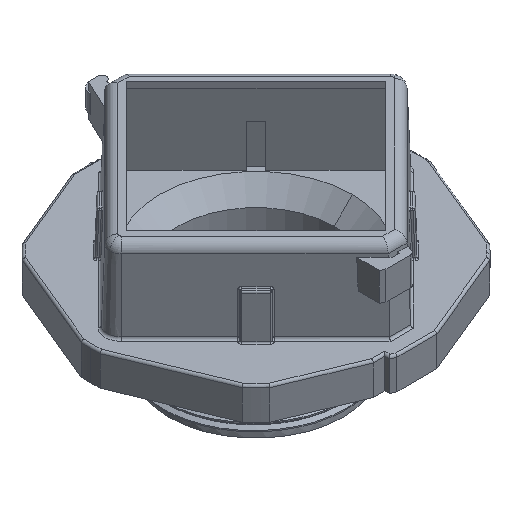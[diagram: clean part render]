
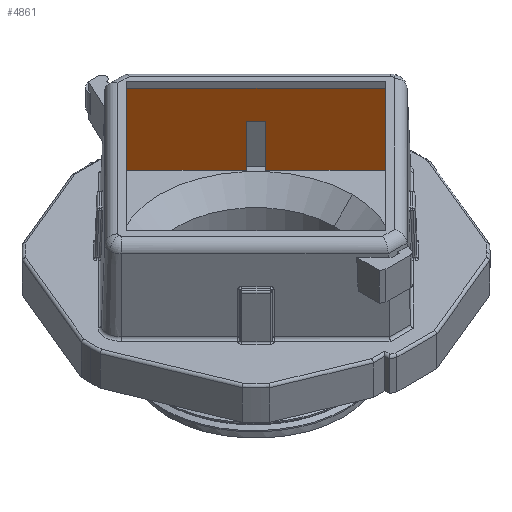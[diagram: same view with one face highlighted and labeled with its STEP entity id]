
A CAD part, isometric view. The second image highlights one B-rep face of the part: STEP entity #4861.
In plain terms, the highlighted planar face has unit normal (-0.707, -0.707, -0.035).
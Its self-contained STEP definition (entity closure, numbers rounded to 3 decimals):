
#110 = DIRECTION ( 'NONE',  ( -0.707, -0.707, -0.035 ) ) ;
#164 = CARTESIAN_POINT ( 'NONE',  ( 0., 29.26, 23.5 ) ) ;
#350 = CARTESIAN_POINT ( 'NONE',  ( 0., 29.26, 23.5 ) ) ;
#484 = CARTESIAN_POINT ( 'NONE',  ( 30.075, 0., 7. ) ) ;
#532 = EDGE_CURVE ( 'NONE', #10894, #17282, #18300, .T. ) ;
#995 = CARTESIAN_POINT ( 'NONE',  ( 0.407, 29.668, 7. ) ) ;
#1566 = FACE_OUTER_BOUND ( 'NONE', #5620, .T. ) ;
#2011 = EDGE_CURVE ( 'NONE', #17245, #11226, #12720, .T. ) ;
#2223 = CARTESIAN_POINT ( 'NONE',  ( 0., 29.26, 23.5 ) ) ;
#2287 = VECTOR ( 'NONE', #15321, 1000. ) ;
#2304 = LINE ( 'NONE', #10747, #2287 ) ;
#2328 = LINE ( 'NONE', #13802, #2363 ) ;
#2350 = VERTEX_POINT ( 'NONE', #14919 ) ;
#2363 = VECTOR ( 'NONE', #6335, 1000. ) ;
#3322 = VERTEX_POINT ( 'NONE', #6553 ) ;
#3780 = DIRECTION ( 'NONE',  ( -0.707, 0.707, 0. ) ) ;
#4172 = ORIENTED_EDGE ( 'NONE', *, *, #13325, .F. ) ;
#4425 = VECTOR ( 'NONE', #7591, 1000. ) ;
#4628 = LINE ( 'NONE', #16588, #4425 ) ;
#4720 = CARTESIAN_POINT ( 'NONE',  ( 16.098, 13.977, 7. ) ) ;
#4861 = ADVANCED_FACE ( 'NONE', ( #1566 ), #16813, .T. ) ;
#5362 = DIRECTION ( 'NONE',  ( -0.707, 0.707, 0. ) ) ;
#5534 = ORIENTED_EDGE ( 'NONE', *, *, #2011, .T. ) ;
#5620 = EDGE_LOOP ( 'NONE', ( #6475, #6441, #6403, #4172, #6035, #5999, #5969, #5767, #5731, #5534 ) ) ;
#5731 = ORIENTED_EDGE ( 'NONE', *, *, #11707, .F. ) ;
#5767 = ORIENTED_EDGE ( 'NONE', *, *, #13855, .T. ) ;
#5969 = ORIENTED_EDGE ( 'NONE', *, *, #10580, .T. ) ;
#5999 = ORIENTED_EDGE ( 'NONE', *, *, #17731, .T. ) ;
#6035 = ORIENTED_EDGE ( 'NONE', *, *, #532, .T. ) ;
#6335 = DIRECTION ( 'NONE',  ( 0., 0.049, -0.999 ) ) ;
#6403 = ORIENTED_EDGE ( 'NONE', *, *, #15775, .F. ) ;
#6441 = ORIENTED_EDGE ( 'NONE', *, *, #13830, .F. ) ;
#6475 = ORIENTED_EDGE ( 'NONE', *, *, #11685, .F. ) ;
#6516 = VERTEX_POINT ( 'NONE', #8392 ) ;
#6553 = CARTESIAN_POINT ( 'NONE',  ( 0., 29.654, 15.52 ) ) ;
#6583 = CARTESIAN_POINT ( 'NONE',  ( 13.977, 16.098, 7. ) ) ;
#7591 = DIRECTION ( 'NONE',  ( 0.049, 0., -0.999 ) ) ;
#7638 = DIRECTION ( 'NONE',  ( 0., 0.049, -0.999 ) ) ;
#8312 = DIRECTION ( 'NONE',  ( -0.707, 0.707, 0. ) ) ;
#8392 = CARTESIAN_POINT ( 'NONE',  ( 0., 30.075, 7. ) ) ;
#8987 = CARTESIAN_POINT ( 'NONE',  ( 13.742, 15.864, 16.5 ) ) ;
#9503 = DIRECTION ( 'NONE',  ( -0.025, -0.025, 0.999 ) ) ;
#9657 = AXIS2_PLACEMENT_3D ( 'NONE', #350, #110, #19184 ) ;
#10580 = EDGE_CURVE ( 'NONE', #3322, #2350, #17473, .T. ) ;
#10747 = CARTESIAN_POINT ( 'NONE',  ( 15.864, 13.742, 16.5 ) ) ;
#10894 = VERTEX_POINT ( 'NONE', #11876 ) ;
#10983 = VECTOR ( 'NONE', #3780, 1000. ) ;
#11183 = LINE ( 'NONE', #12684, #10983 ) ;
#11226 = VERTEX_POINT ( 'NONE', #17962 ) ;
#11278 = CARTESIAN_POINT ( 'NONE',  ( 15.864, 13.742, 16.5 ) ) ;
#11685 = EDGE_CURVE ( 'NONE', #12342, #11226, #12260, .T. ) ;
#11707 = EDGE_CURVE ( 'NONE', #17245, #6516, #12733, .T. ) ;
#11876 = CARTESIAN_POINT ( 'NONE',  ( 29.26, 0., 23.5 ) ) ;
#12047 = VECTOR ( 'NONE', #5362, 1000. ) ;
#12124 = VECTOR ( 'NONE', #8312, 1000. ) ;
#12260 = LINE ( 'NONE', #11278, #12124 ) ;
#12342 = VERTEX_POINT ( 'NONE', #12554 ) ;
#12453 = VECTOR ( 'NONE', #9503, 1000. ) ;
#12554 = CARTESIAN_POINT ( 'NONE',  ( 15.864, 13.742, 16.5 ) ) ;
#12684 = CARTESIAN_POINT ( 'NONE',  ( 0.407, 29.668, 7. ) ) ;
#12720 = LINE ( 'NONE', #8987, #12453 ) ;
#12733 = LINE ( 'NONE', #995, #12047 ) ;
#13325 = EDGE_CURVE ( 'NONE', #10894, #13490, #4628, .T. ) ;
#13490 = VERTEX_POINT ( 'NONE', #484 ) ;
#13802 = CARTESIAN_POINT ( 'NONE',  ( 0., 29.26, 23.5 ) ) ;
#13830 = EDGE_CURVE ( 'NONE', #16179, #12342, #2304, .T. ) ;
#13855 = EDGE_CURVE ( 'NONE', #2350, #6516, #2328, .T. ) ;
#14919 = CARTESIAN_POINT ( 'NONE',  ( 0., 29.655, 15.5 ) ) ;
#14967 = DIRECTION ( 'NONE',  ( 0., 0.049, -0.999 ) ) ;
#15321 = DIRECTION ( 'NONE',  ( -0.025, -0.025, 0.999 ) ) ;
#15775 = EDGE_CURVE ( 'NONE', #13490, #16179, #11183, .T. ) ;
#16179 = VERTEX_POINT ( 'NONE', #4720 ) ;
#16588 = CARTESIAN_POINT ( 'NONE',  ( 29.189, 0., 24.942 ) ) ;
#16813 = PLANE ( 'NONE',  #9657 ) ;
#16829 = VECTOR ( 'NONE', #14967, 1000. ) ;
#17245 = VERTEX_POINT ( 'NONE', #6583 ) ;
#17282 = VERTEX_POINT ( 'NONE', #2223 ) ;
#17473 = LINE ( 'NONE', #164, #16829 ) ;
#17690 = CARTESIAN_POINT ( 'NONE',  ( 0., 29.26, 23.5 ) ) ;
#17731 = EDGE_CURVE ( 'NONE', #17282, #3322, #17888, .T. ) ;
#17847 = DIRECTION ( 'NONE',  ( -0.707, 0.707, 0. ) ) ;
#17888 = LINE ( 'NONE', #18115, #19201 ) ;
#17962 = CARTESIAN_POINT ( 'NONE',  ( 13.742, 15.864, 16.5 ) ) ;
#18115 = CARTESIAN_POINT ( 'NONE',  ( 0., 29.26, 23.5 ) ) ;
#18300 = LINE ( 'NONE', #17690, #18398 ) ;
#18398 = VECTOR ( 'NONE', #17847, 1000. ) ;
#19184 = DIRECTION ( 'NONE',  ( 0.707, -0.707, 0. ) ) ;
#19201 = VECTOR ( 'NONE', #7638, 1000. ) ;
